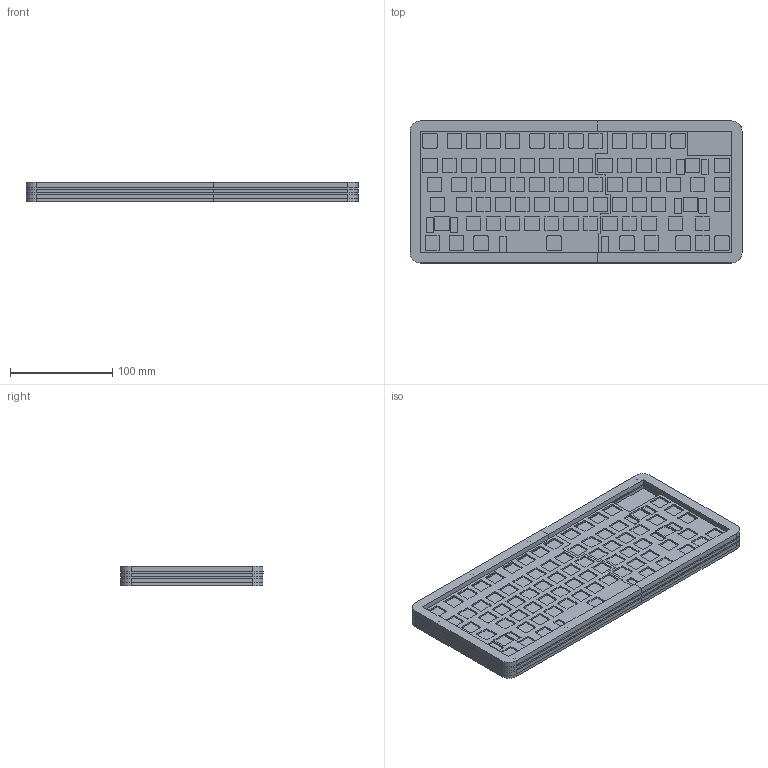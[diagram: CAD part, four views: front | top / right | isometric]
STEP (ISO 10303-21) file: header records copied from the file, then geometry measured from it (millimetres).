
FILE_DESCRIPTION(/* description */ (''),/* implementation_level */ '2;1');
FILE_NAME(/* name */ 'Telemetry One.step',/* time_stamp */ '2025-06-16T11:05:26+02:00',/* author */ (''),/* organization */ (''),/* preprocessor_version */ 'ST-DEVELOPER v20.1',/* originating_system */ 'Autodesk Translation Framework v14.10.0.0',/* authorisation */ '');
FILE_SCHEMA (('AUTOMOTIVE_DESIGN { 1 0 10303 214 3 1 1 }'));
Length unit declared in the file: millimetre
Products named in the file (1): Telemetry One
Bounding box: 324.9 x 139.06 x 18.95 mm (x, y, z)
Volume: 357797.9 mm3; surface area: 329709.8 mm2
Topology: 12 solids, 12 shells, 1294 faces, 3620 edges, 2409 vertices
Faces by surface type: plane 754, cylinder 477, bspline 50, cone 13
Full cylindrical faces by diameter (mm): 3 x7, 3.1 x84, 6 x13
Entity records: 42879 total; most frequent: CARTESIAN_POINT 8272, ORIENTED_EDGE 7240, DIRECTION 6977, EDGE_CURVE 3620, LINE 2553, VECTOR 2553, VERTEX_POINT 2409, AXIS2_PLACEMENT_3D 2212
